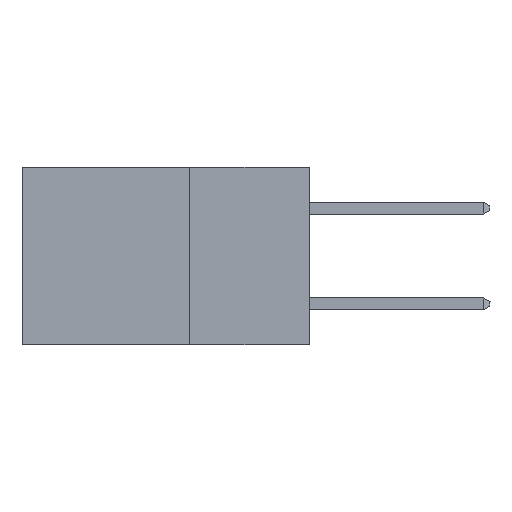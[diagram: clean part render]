
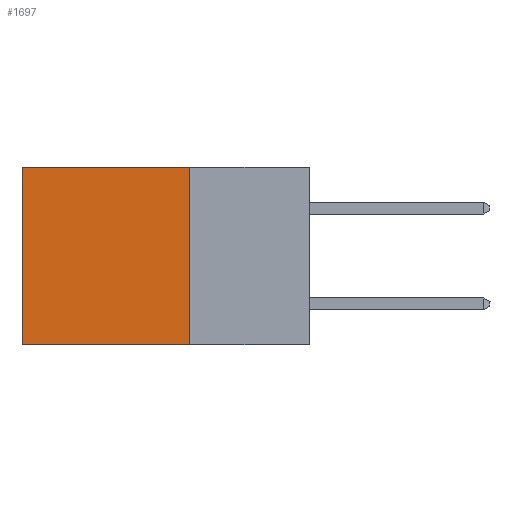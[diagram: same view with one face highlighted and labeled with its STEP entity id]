
A CAD part, left-side view. The second image highlights one B-rep face of the part: STEP entity #1697.
In plain terms, the highlighted planar face has unit normal (-1, 0, 0).
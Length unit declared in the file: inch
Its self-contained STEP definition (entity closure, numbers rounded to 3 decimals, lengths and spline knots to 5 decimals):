
#516 = FACE_OUTER_BOUND ( 'NONE', #5357, .T. ) ;
#1697 = ADVANCED_FACE ( 'NONE', ( #516 ), #6802, .F. ) ;
#2738 = DIRECTION ( 'NONE',  ( 0., 0., -1. ) ) ;
#2969 = ORIENTED_EDGE ( 'NONE', *, *, #11677, .T. ) ;
#3098 = CARTESIAN_POINT ( 'NONE',  ( 0.2875, 0.6, 0. ) ) ;
#4295 = DIRECTION ( 'NONE',  ( 0., 1., 0. ) ) ;
#5357 = EDGE_LOOP ( 'NONE', ( #26188, #18569, #20741, #2969 ) ) ;
#5808 = VERTEX_POINT ( 'NONE', #31849 ) ;
#6802 = PLANE ( 'NONE',  #31703 ) ;
#7473 = CARTESIAN_POINT ( 'NONE',  ( 0.2875, 0.6, 0. ) ) ;
#9741 = VECTOR ( 'NONE', #31101, 39.37008 ) ;
#10443 = DIRECTION ( 'NONE',  ( 0., 0., -1. ) ) ;
#11677 = EDGE_CURVE ( 'NONE', #27907, #11990, #16044, .T. ) ;
#11814 = CARTESIAN_POINT ( 'NONE',  ( 0.2875, 0.6, -0.37 ) ) ;
#11990 = VERTEX_POINT ( 'NONE', #3098 ) ;
#12477 = DIRECTION ( 'NONE',  ( 1., 0., 0. ) ) ;
#15470 = EDGE_CURVE ( 'NONE', #5808, #25427, #18424, .T. ) ;
#16044 = LINE ( 'NONE', #22083, #31868 ) ;
#16744 = EDGE_CURVE ( 'NONE', #11990, #25427, #22305, .T. ) ;
#18424 = LINE ( 'NONE', #36583, #9741 ) ;
#18569 = ORIENTED_EDGE ( 'NONE', *, *, #15470, .F. ) ;
#20741 = ORIENTED_EDGE ( 'NONE', *, *, #37237, .F. ) ;
#21827 = VECTOR ( 'NONE', #2738, 39.37008 ) ;
#22083 = CARTESIAN_POINT ( 'NONE',  ( 0.2875, 0.25, 0. ) ) ;
#22305 = LINE ( 'NONE', #7473, #37139 ) ;
#25427 = VERTEX_POINT ( 'NONE', #11814 ) ;
#26188 = ORIENTED_EDGE ( 'NONE', *, *, #16744, .T. ) ;
#27907 = VERTEX_POINT ( 'NONE', #28383 ) ;
#28383 = CARTESIAN_POINT ( 'NONE',  ( 0.2875, 0.25, 0. ) ) ;
#29529 = LINE ( 'NONE', #35781, #21827 ) ;
#30442 = CARTESIAN_POINT ( 'NONE',  ( 0.2875, 0.25, 0. ) ) ;
#30911 = DIRECTION ( 'NONE',  ( 0., 0., -1. ) ) ;
#31101 = DIRECTION ( 'NONE',  ( 0., 1., 0. ) ) ;
#31703 = AXIS2_PLACEMENT_3D ( 'NONE', #30442, #12477, #10443 ) ;
#31849 = CARTESIAN_POINT ( 'NONE',  ( 0.2875, 0.25, -0.37 ) ) ;
#31868 = VECTOR ( 'NONE', #4295, 39.37008 ) ;
#35781 = CARTESIAN_POINT ( 'NONE',  ( 0.2875, 0.25, 0. ) ) ;
#36583 = CARTESIAN_POINT ( 'NONE',  ( 0.2875, 0.25, -0.37 ) ) ;
#37139 = VECTOR ( 'NONE', #30911, 39.37008 ) ;
#37237 = EDGE_CURVE ( 'NONE', #27907, #5808, #29529, .T. ) ;
